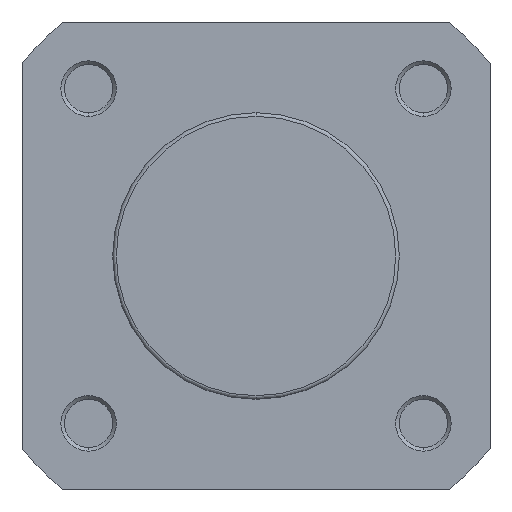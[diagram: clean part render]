
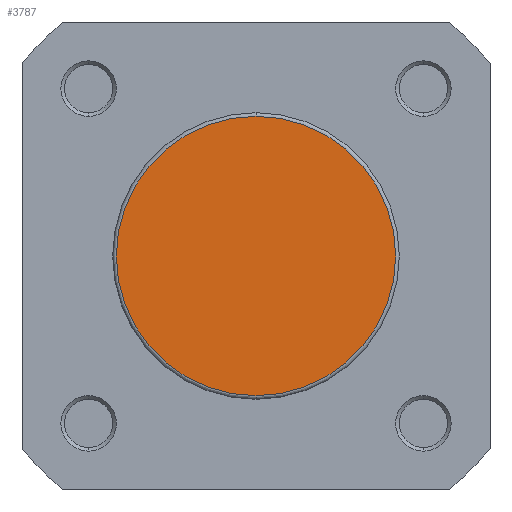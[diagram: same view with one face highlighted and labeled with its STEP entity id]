
A CAD part, left-side view. The second image highlights one B-rep face of the part: STEP entity #3787.
In plain terms, the highlighted planar face has unit normal (-1, 0, 0).
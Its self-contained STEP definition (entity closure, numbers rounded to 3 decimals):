
#134 = EDGE_CURVE ( 'NONE', #4281, #4237, #4005, .T. ) ;
#193 = EDGE_CURVE ( 'NONE', #4237, #4281, #5548, .T. ) ;
#467 = AXIS2_PLACEMENT_3D ( 'NONE', #2090, #2091, #2092 ) ;
#498 = AXIS2_PLACEMENT_3D ( 'NONE', #2233, #2240, #2241 ) ;
#811 = AXIS2_PLACEMENT_3D ( 'NONE', #1362, #1364, #1365 ) ;
#1362 = CARTESIAN_POINT ( 'NONE',  ( 0., 19.9, 0. ) ) ;
#1363 = PLANE ( 'NONE',  #811 ) ;
#1364 = DIRECTION ( 'NONE',  ( 1., 0., 0. ) ) ;
#1365 = DIRECTION ( 'NONE',  ( 0., 0., -1. ) ) ;
#1474 = CARTESIAN_POINT ( 'NONE',  ( 0., 0., -19.4 ) ) ;
#1518 = CARTESIAN_POINT ( 'NONE',  ( 0., 0., 19.4 ) ) ;
#2090 = CARTESIAN_POINT ( 'NONE',  ( 0., 0., 0. ) ) ;
#2091 = DIRECTION ( 'NONE',  ( -1., 0., 0. ) ) ;
#2092 = DIRECTION ( 'NONE',  ( 0., 0., -1. ) ) ;
#2233 = CARTESIAN_POINT ( 'NONE',  ( 0., 0., 0. ) ) ;
#2240 = DIRECTION ( 'NONE',  ( -1., 0., 0. ) ) ;
#2241 = DIRECTION ( 'NONE',  ( 0., 0., -1. ) ) ;
#3519 = FACE_OUTER_BOUND ( 'NONE', #5342, .T. ) ;
#3787 = ADVANCED_FACE ( 'NONE', ( #3519 ), #1363, .F. ) ;
#4005 = CIRCLE ( 'NONE', #467, 19.4 ) ;
#4237 = VERTEX_POINT ( 'NONE', #1474 ) ;
#4281 = VERTEX_POINT ( 'NONE', #1518 ) ;
#4802 = ORIENTED_EDGE ( 'NONE', *, *, #193, .T. ) ;
#4803 = ORIENTED_EDGE ( 'NONE', *, *, #134, .T. ) ;
#5342 = EDGE_LOOP ( 'NONE', ( #4802, #4803 ) ) ;
#5548 = CIRCLE ( 'NONE', #498, 19.4 ) ;
